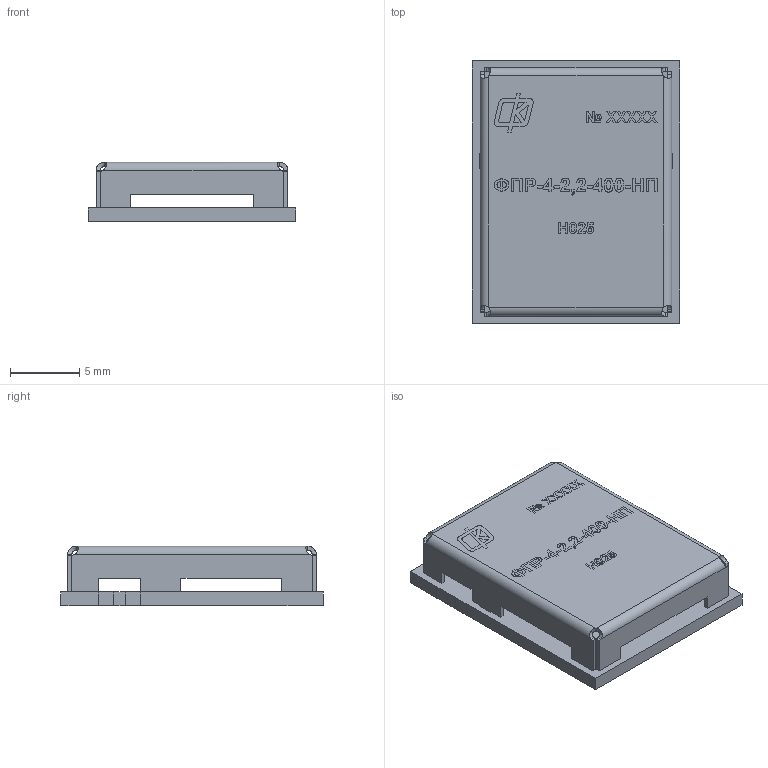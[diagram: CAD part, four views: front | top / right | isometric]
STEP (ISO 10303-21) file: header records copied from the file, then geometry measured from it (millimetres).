
FILE_DESCRIPTION(('STEP AP203'), '1');
FILE_NAME('ÍØÁÀ.468844.114_Ôèëüòð ÔÏÐ-4-2,2-400-ÍÏ', '', ('UNSPECIFIED'), ('UNSPECIFIED'), 'ASCON STEP Converter 1.6', 'ASCON Math Kernel', '');
FILE_SCHEMA(('CONFIG_CONTROL_DESIGN'));
Length unit declared in the file: millimetre
Products named in the file (1): НШБА.468844.114_Фильтр ФПР-4-2,2-400-НП
Bounding box: 15 x 19 x 4.3 mm (x, y, z)
Volume: 399.2 mm3; surface area: 1436.5 mm2
Topology: 2 solids, 2 shells, 494 faces, 1306 edges, 860 vertices
Faces by surface type: plane 359, bspline 108, cylinder 27
Entity records: 29384 total; most frequent: CARTESIAN_POINT 14035, ORIENTED_EDGE 2612, DIRECTION 1810, EDGE_CURVE 1306, LINE 960, VECTOR 960, VERTEX_POINT 860, FACE_BOUND 538
